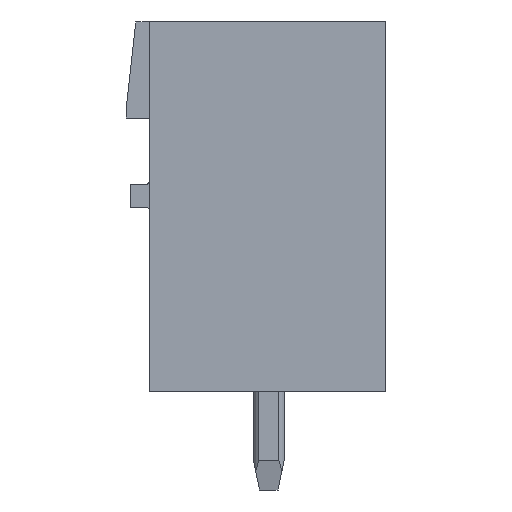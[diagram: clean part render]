
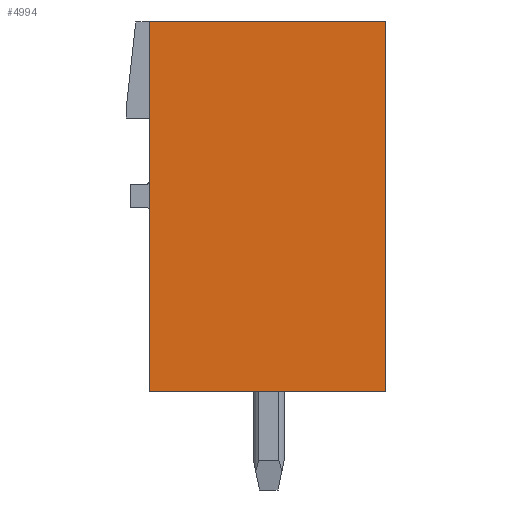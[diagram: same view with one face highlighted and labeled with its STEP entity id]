
A CAD part, left-side view. The second image highlights one B-rep face of the part: STEP entity #4994.
In plain terms, the highlighted planar face has unit normal (-1, 0, 0).
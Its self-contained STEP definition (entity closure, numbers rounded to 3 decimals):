
#4986=AXIS2_PLACEMENT_3D('Plane Axis2P3D',#4983,#4984,#4985) ;
#49=CARTESIAN_POINT('Vertex',(0.,0.,15.2)) ;
#52=CARTESIAN_POINT('Line Origine',(0.,0.,9.2)) ;
#56=CARTESIAN_POINT('Vertex',(0.,0.,3.2)) ;
#115=CARTESIAN_POINT('Vertex',(0.,7.68,15.2)) ;
#118=CARTESIAN_POINT('Line Origine',(0.,3.84,15.2)) ;
#1142=CARTESIAN_POINT('Vertex',(0.,7.68,3.2)) ;
#1145=CARTESIAN_POINT('Line Origine',(0.,7.68,9.2)) ;
#1403=CARTESIAN_POINT('Line Origine',(0.,3.84,3.2)) ;
#4983=CARTESIAN_POINT('Axis2P3D Location',(0.,0.,0.)) ;
#53=DIRECTION('Vector Direction',(0.,0.,-1.)) ;
#119=DIRECTION('Vector Direction',(0.,-1.,0.)) ;
#1146=DIRECTION('Vector Direction',(0.,0.,-1.)) ;
#1404=DIRECTION('Vector Direction',(0.,1.,0.)) ;
#4984=DIRECTION('Axis2P3D Direction',(-1.,0.,0.)) ;
#4985=DIRECTION('Axis2P3D XDirection',(0.,0.,1.)) ;
#54=VECTOR('Line Direction',#53,1.) ;
#120=VECTOR('Line Direction',#119,1.) ;
#1147=VECTOR('Line Direction',#1146,1.) ;
#1405=VECTOR('Line Direction',#1404,1.) ;
#4989=ORIENTED_EDGE('',*,*,#122,.T.) ;
#4990=ORIENTED_EDGE('',*,*,#1149,.T.) ;
#4991=ORIENTED_EDGE('',*,*,#1407,.T.) ;
#4992=ORIENTED_EDGE('',*,*,#58,.T.) ;
#4994=ADVANCED_FACE('HOUSING',(#4993),#4987,.T.) ;
#58=EDGE_CURVE('',#57,#50,#55,.F.) ;
#122=EDGE_CURVE('',#50,#116,#121,.F.) ;
#1149=EDGE_CURVE('',#116,#1143,#1148,.T.) ;
#1407=EDGE_CURVE('',#1143,#57,#1406,.F.) ;
#4988=EDGE_LOOP('',(#4989,#4990,#4991,#4992)) ;
#4993=FACE_OUTER_BOUND('',#4988,.T.) ;
#55=LINE('Line',#52,#54) ;
#121=LINE('Line',#118,#120) ;
#1148=LINE('Line',#1145,#1147) ;
#1406=LINE('Line',#1403,#1405) ;
#4987=PLANE('',#4986) ;
#50=VERTEX_POINT('',#49) ;
#57=VERTEX_POINT('',#56) ;
#116=VERTEX_POINT('',#115) ;
#1143=VERTEX_POINT('',#1142) ;
